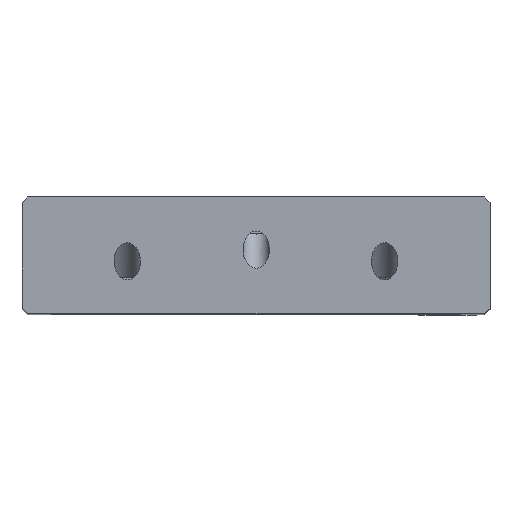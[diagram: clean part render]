
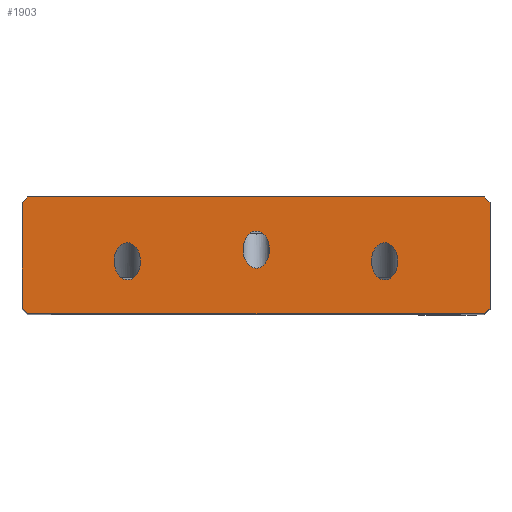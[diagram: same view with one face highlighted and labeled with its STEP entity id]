
A CAD part, top view. The second image highlights one B-rep face of the part: STEP entity #1903.
In plain terms, the highlighted planar face has unit normal (0, 0, 1).
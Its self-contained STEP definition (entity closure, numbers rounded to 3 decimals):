
#21=FACE_BOUND('',#345,.T.);
#22=FACE_BOUND('',#346,.T.);
#23=FACE_BOUND('',#347,.T.);
#122=PLANE('',#2037);
#123=ELLIPSE('',#1924,3.182,2.25);
#124=ELLIPSE('',#1933,3.182,2.25);
#125=ELLIPSE('',#1940,3.182,2.25);
#233=FACE_OUTER_BOUND('',#344,.T.);
#344=EDGE_LOOP('',(#1785,#1786,#1787,#1788,#1789,#1790,#1791,#1792));
#345=EDGE_LOOP('',(#1793));
#346=EDGE_LOOP('',(#1794));
#347=EDGE_LOOP('',(#1795));
#365=LINE('',#2624,#607);
#452=LINE('',#2797,#694);
#517=LINE('',#2924,#759);
#542=LINE('',#2974,#784);
#548=LINE('',#2985,#790);
#571=LINE('',#3032,#813);
#574=LINE('',#3037,#816);
#587=LINE('',#3060,#829);
#607=VECTOR('',#2105,10.);
#694=VECTOR('',#2236,10.);
#759=VECTOR('',#2359,10.);
#784=VECTOR('',#2406,10.);
#790=VECTOR('',#2416,10.);
#813=VECTOR('',#2463,10.);
#816=VECTOR('',#2468,10.);
#829=VECTOR('',#2501,10.);
#856=VERTEX_POINT('',#2546);
#871=VERTEX_POINT('',#2597);
#876=VERTEX_POINT('',#2616);
#877=VERTEX_POINT('',#2620);
#879=VERTEX_POINT('',#2623);
#941=VERTEX_POINT('',#2793);
#943=VERTEX_POINT('',#2796);
#976=VERTEX_POINT('',#2922);
#990=VERTEX_POINT('',#2973);
#993=VERTEX_POINT('',#2983);
#1005=VERTEX_POINT('',#3031);
#1015=EDGE_CURVE('',#856,#856,#123,.T.);
#1035=EDGE_CURVE('',#871,#871,#124,.T.);
#1043=EDGE_CURVE('',#876,#876,#125,.T.);
#1045=EDGE_CURVE('',#879,#877,#365,.T.);
#1132=EDGE_CURVE('',#941,#943,#452,.T.);
#1197=EDGE_CURVE('',#976,#877,#517,.T.);
#1222=EDGE_CURVE('',#879,#990,#542,.T.);
#1228=EDGE_CURVE('',#976,#993,#548,.T.);
#1251=EDGE_CURVE('',#990,#1005,#571,.T.);
#1254=EDGE_CURVE('',#1005,#941,#574,.T.);
#1267=EDGE_CURVE('',#943,#993,#587,.T.);
#1785=ORIENTED_EDGE('',*,*,#1197,.F.);
#1786=ORIENTED_EDGE('',*,*,#1228,.T.);
#1787=ORIENTED_EDGE('',*,*,#1267,.F.);
#1788=ORIENTED_EDGE('',*,*,#1132,.F.);
#1789=ORIENTED_EDGE('',*,*,#1254,.F.);
#1790=ORIENTED_EDGE('',*,*,#1251,.F.);
#1791=ORIENTED_EDGE('',*,*,#1222,.F.);
#1792=ORIENTED_EDGE('',*,*,#1045,.T.);
#1793=ORIENTED_EDGE('',*,*,#1015,.T.);
#1794=ORIENTED_EDGE('',*,*,#1035,.T.);
#1795=ORIENTED_EDGE('',*,*,#1043,.T.);
#1903=ADVANCED_FACE('',(#233,#21,#22,#23),#122,.T.);
#1924=AXIS2_PLACEMENT_3D('',#2548,#2054,#2055);
#1933=AXIS2_PLACEMENT_3D('',#2599,#2084,#2085);
#1940=AXIS2_PLACEMENT_3D('',#2618,#2100,#2101);
#2037=AXIS2_PLACEMENT_3D('',#3071,#2520,#2521);
#2054=DIRECTION('center_axis',(0.,0.,-1.));
#2055=DIRECTION('ref_axis',(0.,-1.,0.));
#2084=DIRECTION('center_axis',(0.,0.,-1.));
#2085=DIRECTION('ref_axis',(0.,-1.,0.));
#2100=DIRECTION('center_axis',(0.,0.,-1.));
#2101=DIRECTION('ref_axis',(0.,-1.,0.));
#2105=DIRECTION('',(1.,0.,0.));
#2236=DIRECTION('',(1.,0.,0.));
#2359=DIRECTION('',(-0.707,-0.707,0.));
#2406=DIRECTION('',(-0.707,0.707,0.));
#2416=DIRECTION('',(0.,1.,0.));
#2463=DIRECTION('',(0.,1.,0.));
#2468=DIRECTION('',(0.707,0.707,0.));
#2501=DIRECTION('',(0.707,-0.707,0.));
#2520=DIRECTION('center_axis',(0.,0.,1.));
#2521=DIRECTION('ref_axis',(1.,0.,0.));
#2546=CARTESIAN_POINT('',(42.286,11.,107.));
#2548=CARTESIAN_POINT('Origin',(40.036,11.,107.));
#2597=CARTESIAN_POINT('',(20.25,9.001,107.));
#2599=CARTESIAN_POINT('Origin',(18.,9.001,107.));
#2616=CARTESIAN_POINT('',(64.25,9.001,107.));
#2618=CARTESIAN_POINT('Origin',(62.,9.001,107.));
#2620=CARTESIAN_POINT('',(79.,0.,107.));
#2623=CARTESIAN_POINT('',(1.,0.,107.));
#2624=CARTESIAN_POINT('',(0.,0.,107.));
#2793=CARTESIAN_POINT('',(1.,20.,107.));
#2796=CARTESIAN_POINT('',(79.,20.,107.));
#2797=CARTESIAN_POINT('',(0.,20.,107.));
#2922=CARTESIAN_POINT('',(80.,1.,107.));
#2924=CARTESIAN_POINT('',(59.5,-19.5,107.));
#2973=CARTESIAN_POINT('',(0.,1.,107.));
#2974=CARTESIAN_POINT('',(0.5,0.5,107.));
#2983=CARTESIAN_POINT('',(80.,19.,107.));
#2985=CARTESIAN_POINT('',(80.,0.,107.));
#3031=CARTESIAN_POINT('',(0.,19.,107.));
#3032=CARTESIAN_POINT('',(0.,0.,107.));
#3037=CARTESIAN_POINT('',(-4.5,14.5,107.));
#3060=CARTESIAN_POINT('',(64.5,34.5,107.));
#3071=CARTESIAN_POINT('Origin',(0.,0.,107.));
